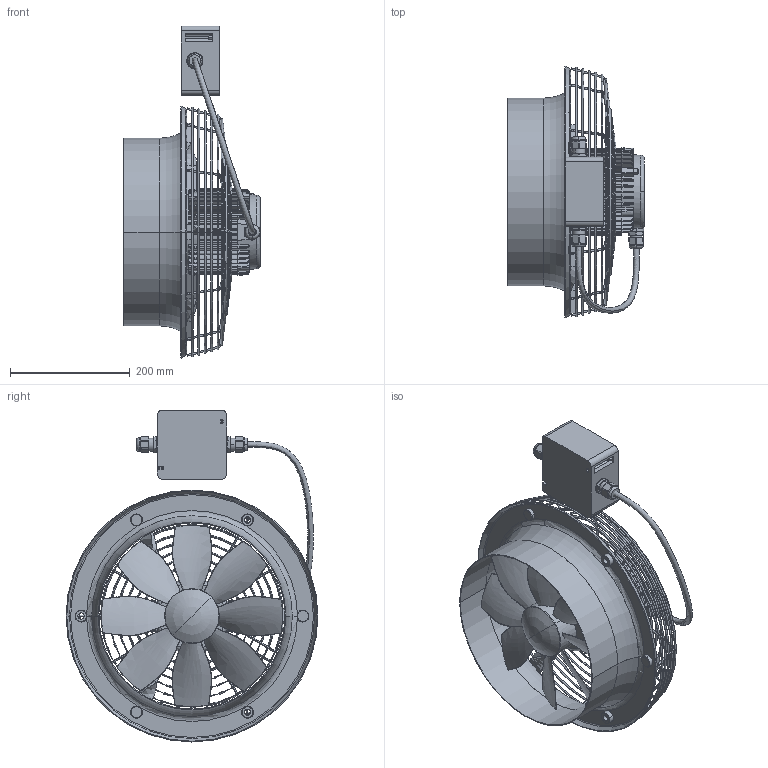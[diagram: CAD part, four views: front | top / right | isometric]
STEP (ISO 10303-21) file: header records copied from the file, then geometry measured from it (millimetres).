
FILE_DESCRIPTION(('Creo Elements/Direct Modeling STEP Export'),'2;1');
FILE_NAME('0094.0207_DZS_30_2_B_Ex_t.stp','2022-11-29T13:45:53',(''),(''),'PTC Creo Elements/Direct Modeling STEP processor for AP214 (Solid Model)','PTC Creo Elements/Direct Modeling 19.0C 15-Aug-2015 (C) Parametric Technology GmbH','');
FILE_SCHEMA(('AUTOMOTIVE_DESIGN { 1 0 10303 214 1 1 1 1 }'));
Length unit declared in the file: millimetre
Products named in the file (4): Klemmkasten; Kabel; 0094.0207_DZS_30_2_B_Ex_t.18; 0094.0207_DZS_30_2_B_Ex_t
Assembly tree (3 placements, depth 2):
  0094.0207_DZS_30_2_B_Ex_t
    0094.0207_DZS_30_2_B_Ex_t.18
    Kabel
    Klemmkasten
Bounding box: 228 x 420 x 553.5 mm (x, y, z)
Volume: 3562699.1 mm3; surface area: 866165.7 mm2
Topology: 21 solids, 32 shells, 1556 faces, 4086 edges, 2576 vertices
Faces by surface type: plane 667, cone 299, cylinder 290, bspline 188, torus 108, sphere 4
Entity records: 132137 total; most frequent: CARTESIAN_POINT 96890, ORIENTED_EDGE 8208, DIRECTION 5563, EDGE_CURVE 4084, VERTEX_POINT 2576, AXIS2_PLACEMENT_3D 1976, VECTOR 1611, LINE 1611
